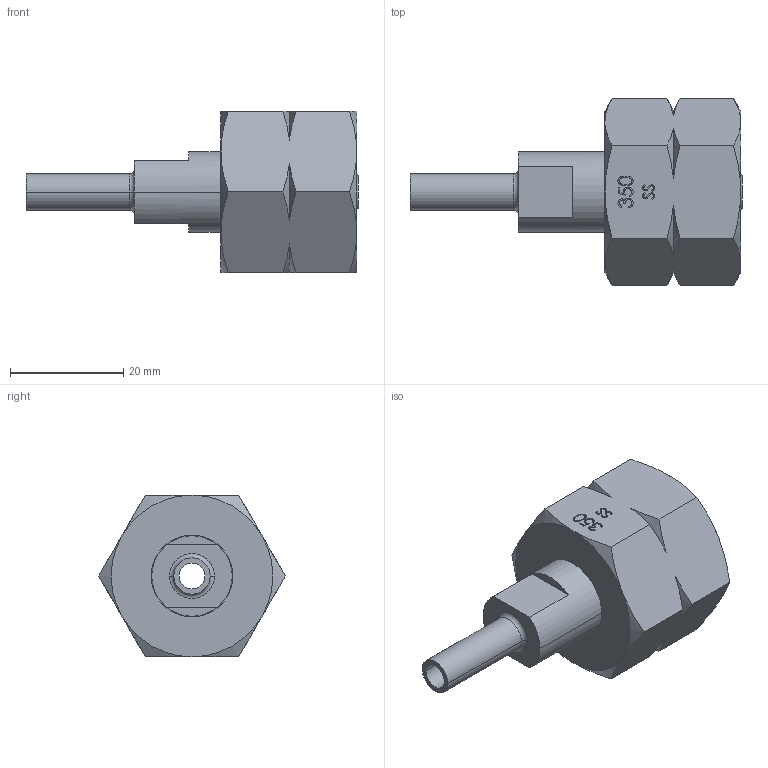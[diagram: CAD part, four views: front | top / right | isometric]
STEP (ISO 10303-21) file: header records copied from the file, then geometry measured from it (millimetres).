
FILE_DESCRIPTION (( 'STEP AP203' ), '1' );
FILE_NAME ('INL-350SS-4TS-P.STEP', '2024-11-15T19:00:16', ( '' ), ( '' ), 'SwSTEP 2.0', 'SolidWorks 2018', '' );
FILE_SCHEMA (( 'CONFIG_CONTROL_DESIGN' ));
Length unit declared in the file: inch
Products named in the file (3): PRT-000770; PRT-000826; INL-350SS-4TS-P
Assembly tree (2 placements, depth 2):
  INL-350SS-4TS-P
    PRT-000770
    PRT-000826
Bounding box: 58.67 x 33 x 28.57 mm (x, y, z)
Volume: 15764.4 mm3; surface area: 8557.7 mm2
Topology: 2 solids, 2 shells, 169 faces, 529 edges, 372 vertices
Faces by surface type: bspline 64, plane 37, cone 34, cylinder 24, torus 8, sphere 2
Entity records: 13830 total; most frequent: CARTESIAN_POINT 9476, ORIENTED_EDGE 1050, DIRECTION 533, EDGE_CURVE 525, VERTEX_POINT 370, B_SPLINE_CURVE_WITH_KNOTS 291, AXIS2_PLACEMENT_3D 189, EDGE_LOOP 183
